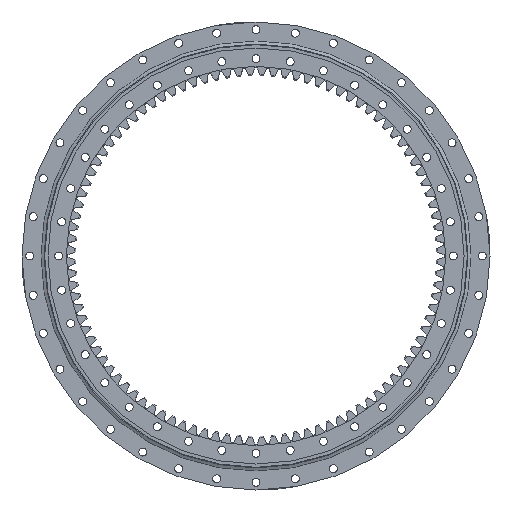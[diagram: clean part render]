
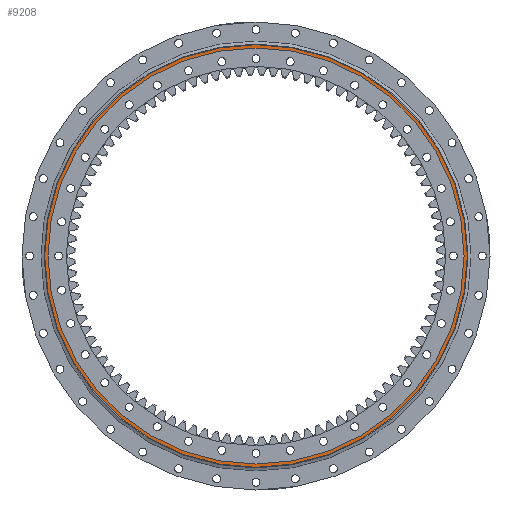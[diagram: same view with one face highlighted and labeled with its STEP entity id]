
A CAD part, front view. The second image highlights one B-rep face of the part: STEP entity #9208.
In plain terms, the highlighted planar face has unit normal (0, -1, 0).
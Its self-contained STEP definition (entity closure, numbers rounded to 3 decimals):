
#870 = DIRECTION ( 'NONE',  ( 0., 0., 1. ) ) ;
#1022 = CARTESIAN_POINT ( 'NONE',  ( 0., -55., 0. ) ) ;
#1514 = FACE_OUTER_BOUND ( 'NONE', #17380, .T. ) ;
#2714 = AXIS2_PLACEMENT_3D ( 'NONE', #10491, #5681, #6084 ) ;
#2907 = DIRECTION ( 'NONE',  ( 0., 0., 1. ) ) ;
#2989 = DIRECTION ( 'NONE',  ( 0., -1., 0. ) ) ;
#3345 = AXIS2_PLACEMENT_3D ( 'NONE', #21873, #21998, #23701 ) ;
#3347 = DIRECTION ( 'NONE',  ( 0., -1., 0. ) ) ;
#3530 = CARTESIAN_POINT ( 'NONE',  ( 0., -55., 0. ) ) ;
#5569 = VERTEX_POINT ( 'NONE', #6934 ) ;
#5681 = DIRECTION ( 'NONE',  ( 0., -1., 0. ) ) ;
#6084 = DIRECTION ( 'NONE',  ( 0., 0., 1. ) ) ;
#6490 = CIRCLE ( 'NONE', #3345, 680. ) ;
#6741 = CARTESIAN_POINT ( 'NONE',  ( 0., -55., -690.75 ) ) ;
#6934 = CARTESIAN_POINT ( 'NONE',  ( 0., -55., 690.75 ) ) ;
#7476 = AXIS2_PLACEMENT_3D ( 'NONE', #8789, #14908, #16731 ) ;
#7784 = EDGE_CURVE ( 'NONE', #12133, #22744, #21286, .T. ) ;
#8789 = CARTESIAN_POINT ( 'NONE',  ( 0., -55., 680. ) ) ;
#8867 = CIRCLE ( 'NONE', #21231, 690.75 ) ;
#9208 = ADVANCED_FACE ( 'NONE', ( #19424, #1514 ), #26235, .T. ) ;
#10153 = ORIENTED_EDGE ( 'NONE', *, *, #14701, .F. ) ;
#10275 = EDGE_CURVE ( 'NONE', #27028, #5569, #8867, .T. ) ;
#10491 = CARTESIAN_POINT ( 'NONE',  ( 0., -55., 0. ) ) ;
#12133 = VERTEX_POINT ( 'NONE', #27862 ) ;
#13327 = ORIENTED_EDGE ( 'NONE', *, *, #10275, .T. ) ;
#14701 = EDGE_CURVE ( 'NONE', #22744, #12133, #6490, .T. ) ;
#14908 = DIRECTION ( 'NONE',  ( 0., -1., 0. ) ) ;
#15739 = EDGE_CURVE ( 'NONE', #5569, #27028, #26544, .T. ) ;
#16731 = DIRECTION ( 'NONE',  ( 0., 0., 1. ) ) ;
#16811 = ORIENTED_EDGE ( 'NONE', *, *, #7784, .F. ) ;
#17380 = EDGE_LOOP ( 'NONE', ( #26761, #13327 ) ) ;
#19269 = EDGE_LOOP ( 'NONE', ( #16811, #10153 ) ) ;
#19424 = FACE_BOUND ( 'NONE', #19269, .T. ) ;
#21231 = AXIS2_PLACEMENT_3D ( 'NONE', #1022, #3347, #870 ) ;
#21286 = CIRCLE ( 'NONE', #2714, 680. ) ;
#21873 = CARTESIAN_POINT ( 'NONE',  ( 0., -55., 0. ) ) ;
#21998 = DIRECTION ( 'NONE',  ( 0., -1., 0. ) ) ;
#22744 = VERTEX_POINT ( 'NONE', #26474 ) ;
#23701 = DIRECTION ( 'NONE',  ( 0., 0., 1. ) ) ;
#26235 = PLANE ( 'NONE',  #7476 ) ;
#26474 = CARTESIAN_POINT ( 'NONE',  ( 0., -55., -680. ) ) ;
#26544 = CIRCLE ( 'NONE', #27406, 690.75 ) ;
#26761 = ORIENTED_EDGE ( 'NONE', *, *, #15739, .T. ) ;
#27028 = VERTEX_POINT ( 'NONE', #6741 ) ;
#27406 = AXIS2_PLACEMENT_3D ( 'NONE', #3530, #2989, #2907 ) ;
#27862 = CARTESIAN_POINT ( 'NONE',  ( 0., -55., 680. ) ) ;
